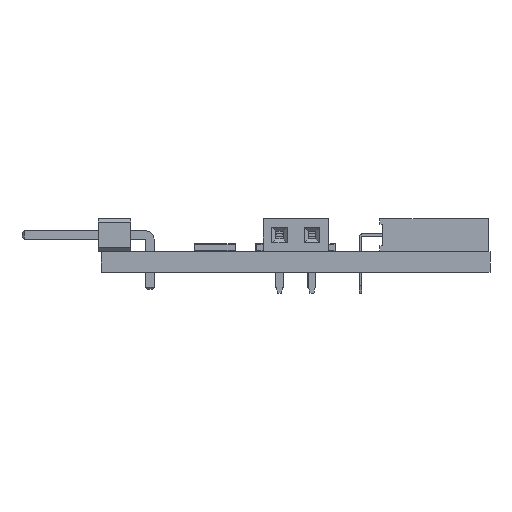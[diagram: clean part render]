
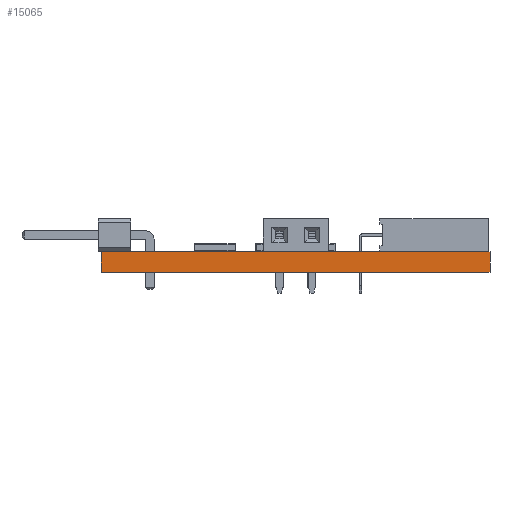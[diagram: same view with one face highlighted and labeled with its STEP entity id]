
A CAD part, left-side view. The second image highlights one B-rep face of the part: STEP entity #15065.
In plain terms, the highlighted planar face has unit normal (-1, 0, 0).
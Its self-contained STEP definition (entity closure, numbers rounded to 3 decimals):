
#15065 = ADVANCED_FACE('',(#15066),#15080,.T.);
#15066 = FACE_BOUND('',#15067,.T.);
#15067 = EDGE_LOOP('',(#15068,#15103,#15131,#15159));
#15068 = ORIENTED_EDGE('',*,*,#15069,.T.);
#15069 = EDGE_CURVE('',#15070,#15072,#15074,.T.);
#15070 = VERTEX_POINT('',#15071);
#15071 = CARTESIAN_POINT('',(-15.24,-15.24,0.));
#15072 = VERTEX_POINT('',#15073);
#15073 = CARTESIAN_POINT('',(-15.24,-15.24,1.6));
#15074 = SURFACE_CURVE('',#15075,(#15079,#15091),.PCURVE_S1.);
#15075 = LINE('',#15076,#15077);
#15076 = CARTESIAN_POINT('',(-15.24,-15.24,0.));
#15077 = VECTOR('',#15078,1.);
#15078 = DIRECTION('',(0.,0.,1.));
#15079 = PCURVE('',#15080,#15085);
#15080 = PLANE('',#15081);
#15081 = AXIS2_PLACEMENT_3D('',#15082,#15083,#15084);
#15082 = CARTESIAN_POINT('',(-15.24,-15.24,0.));
#15083 = DIRECTION('',(-1.,0.,0.));
#15084 = DIRECTION('',(0.,1.,0.));
#15085 = DEFINITIONAL_REPRESENTATION('',(#15086),#15090);
#15086 = LINE('',#15087,#15088);
#15087 = CARTESIAN_POINT('',(0.,0.));
#15088 = VECTOR('',#15089,1.);
#15089 = DIRECTION('',(0.,-1.));
#15090 = ( GEOMETRIC_REPRESENTATION_CONTEXT(2) 
PARAMETRIC_REPRESENTATION_CONTEXT() REPRESENTATION_CONTEXT('2D SPACE',''
  ) );
#15091 = PCURVE('',#15092,#15097);
#15092 = PLANE('',#15093);
#15093 = AXIS2_PLACEMENT_3D('',#15094,#15095,#15096);
#15094 = CARTESIAN_POINT('',(15.24,-15.24,0.));
#15095 = DIRECTION('',(0.,-1.,0.));
#15096 = DIRECTION('',(-1.,0.,0.));
#15097 = DEFINITIONAL_REPRESENTATION('',(#15098),#15102);
#15098 = LINE('',#15099,#15100);
#15099 = CARTESIAN_POINT('',(30.48,0.));
#15100 = VECTOR('',#15101,1.);
#15101 = DIRECTION('',(0.,-1.));
#15102 = ( GEOMETRIC_REPRESENTATION_CONTEXT(2) 
PARAMETRIC_REPRESENTATION_CONTEXT() REPRESENTATION_CONTEXT('2D SPACE',''
  ) );
#15103 = ORIENTED_EDGE('',*,*,#15104,.T.);
#15104 = EDGE_CURVE('',#15072,#15105,#15107,.T.);
#15105 = VERTEX_POINT('',#15106);
#15106 = CARTESIAN_POINT('',(-15.24,15.24,1.6));
#15107 = SURFACE_CURVE('',#15108,(#15112,#15119),.PCURVE_S1.);
#15108 = LINE('',#15109,#15110);
#15109 = CARTESIAN_POINT('',(-15.24,-15.24,1.6));
#15110 = VECTOR('',#15111,1.);
#15111 = DIRECTION('',(0.,1.,0.));
#15112 = PCURVE('',#15080,#15113);
#15113 = DEFINITIONAL_REPRESENTATION('',(#15114),#15118);
#15114 = LINE('',#15115,#15116);
#15115 = CARTESIAN_POINT('',(0.,-1.6));
#15116 = VECTOR('',#15117,1.);
#15117 = DIRECTION('',(1.,0.));
#15118 = ( GEOMETRIC_REPRESENTATION_CONTEXT(2) 
PARAMETRIC_REPRESENTATION_CONTEXT() REPRESENTATION_CONTEXT('2D SPACE',''
  ) );
#15119 = PCURVE('',#15120,#15125);
#15120 = PLANE('',#15121);
#15121 = AXIS2_PLACEMENT_3D('',#15122,#15123,#15124);
#15122 = CARTESIAN_POINT('',(0.,0.,1.6
    ));
#15123 = DIRECTION('',(-0.,-0.,-1.));
#15124 = DIRECTION('',(-1.,0.,0.));
#15125 = DEFINITIONAL_REPRESENTATION('',(#15126),#15130);
#15126 = LINE('',#15127,#15128);
#15127 = CARTESIAN_POINT('',(15.24,-15.24));
#15128 = VECTOR('',#15129,1.);
#15129 = DIRECTION('',(0.,1.));
#15130 = ( GEOMETRIC_REPRESENTATION_CONTEXT(2) 
PARAMETRIC_REPRESENTATION_CONTEXT() REPRESENTATION_CONTEXT('2D SPACE',''
  ) );
#15131 = ORIENTED_EDGE('',*,*,#15132,.F.);
#15132 = EDGE_CURVE('',#15133,#15105,#15135,.T.);
#15133 = VERTEX_POINT('',#15134);
#15134 = CARTESIAN_POINT('',(-15.24,15.24,0.));
#15135 = SURFACE_CURVE('',#15136,(#15140,#15147),.PCURVE_S1.);
#15136 = LINE('',#15137,#15138);
#15137 = CARTESIAN_POINT('',(-15.24,15.24,0.));
#15138 = VECTOR('',#15139,1.);
#15139 = DIRECTION('',(0.,0.,1.));
#15140 = PCURVE('',#15080,#15141);
#15141 = DEFINITIONAL_REPRESENTATION('',(#15142),#15146);
#15142 = LINE('',#15143,#15144);
#15143 = CARTESIAN_POINT('',(30.48,0.));
#15144 = VECTOR('',#15145,1.);
#15145 = DIRECTION('',(0.,-1.));
#15146 = ( GEOMETRIC_REPRESENTATION_CONTEXT(2) 
PARAMETRIC_REPRESENTATION_CONTEXT() REPRESENTATION_CONTEXT('2D SPACE',''
  ) );
#15147 = PCURVE('',#15148,#15153);
#15148 = PLANE('',#15149);
#15149 = AXIS2_PLACEMENT_3D('',#15150,#15151,#15152);
#15150 = CARTESIAN_POINT('',(-15.24,15.24,0.));
#15151 = DIRECTION('',(0.,1.,0.));
#15152 = DIRECTION('',(1.,0.,0.));
#15153 = DEFINITIONAL_REPRESENTATION('',(#15154),#15158);
#15154 = LINE('',#15155,#15156);
#15155 = CARTESIAN_POINT('',(0.,0.));
#15156 = VECTOR('',#15157,1.);
#15157 = DIRECTION('',(0.,-1.));
#15158 = ( GEOMETRIC_REPRESENTATION_CONTEXT(2) 
PARAMETRIC_REPRESENTATION_CONTEXT() REPRESENTATION_CONTEXT('2D SPACE',''
  ) );
#15159 = ORIENTED_EDGE('',*,*,#15160,.F.);
#15160 = EDGE_CURVE('',#15070,#15133,#15161,.T.);
#15161 = SURFACE_CURVE('',#15162,(#15166,#15173),.PCURVE_S1.);
#15162 = LINE('',#15163,#15164);
#15163 = CARTESIAN_POINT('',(-15.24,-15.24,0.));
#15164 = VECTOR('',#15165,1.);
#15165 = DIRECTION('',(0.,1.,0.));
#15166 = PCURVE('',#15080,#15167);
#15167 = DEFINITIONAL_REPRESENTATION('',(#15168),#15172);
#15168 = LINE('',#15169,#15170);
#15169 = CARTESIAN_POINT('',(0.,0.));
#15170 = VECTOR('',#15171,1.);
#15171 = DIRECTION('',(1.,0.));
#15172 = ( GEOMETRIC_REPRESENTATION_CONTEXT(2) 
PARAMETRIC_REPRESENTATION_CONTEXT() REPRESENTATION_CONTEXT('2D SPACE',''
  ) );
#15173 = PCURVE('',#15174,#15179);
#15174 = PLANE('',#15175);
#15175 = AXIS2_PLACEMENT_3D('',#15176,#15177,#15178);
#15176 = CARTESIAN_POINT('',(0.,0.,0.)
  );
#15177 = DIRECTION('',(-0.,-0.,-1.));
#15178 = DIRECTION('',(-1.,0.,0.));
#15179 = DEFINITIONAL_REPRESENTATION('',(#15180),#15184);
#15180 = LINE('',#15181,#15182);
#15181 = CARTESIAN_POINT('',(15.24,-15.24));
#15182 = VECTOR('',#15183,1.);
#15183 = DIRECTION('',(0.,1.));
#15184 = ( GEOMETRIC_REPRESENTATION_CONTEXT(2) 
PARAMETRIC_REPRESENTATION_CONTEXT() REPRESENTATION_CONTEXT('2D SPACE',''
  ) );
